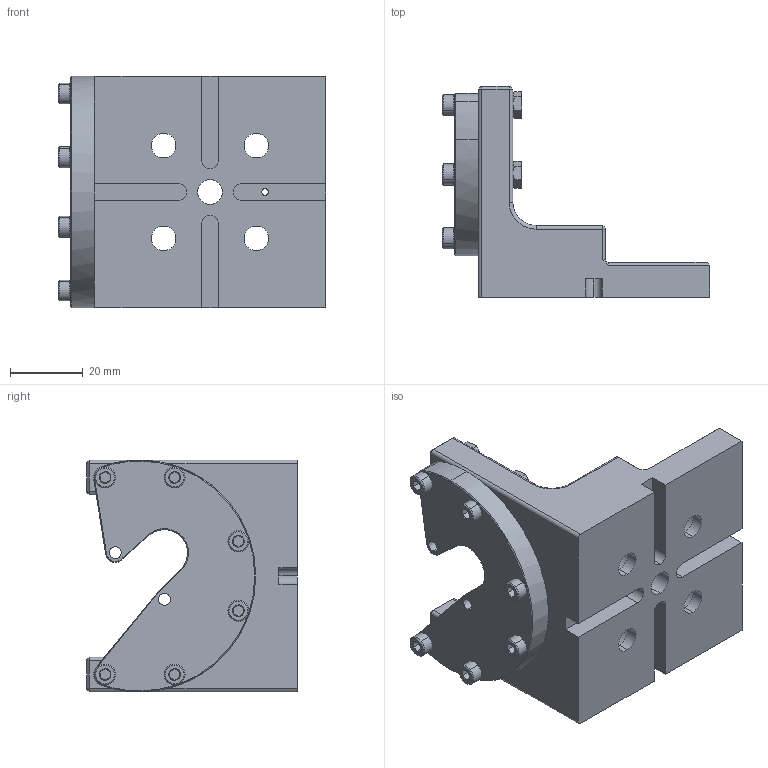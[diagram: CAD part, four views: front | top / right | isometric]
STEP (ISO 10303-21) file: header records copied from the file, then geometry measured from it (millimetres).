
FILE_DESCRIPTION (( 'STEP AP214' ), '1' );
FILE_NAME ('AX-MTA0750-S1.STEP', '2025-05-21T00:58:16', ( '' ), ( '' ), 'SwSTEP 2.0', 'SolidWorks 2021', '' );
FILE_SCHEMA (( 'AUTOMOTIVE_DESIGN' ));
Length unit declared in the file: inch
Products named in the file (1): AX-MTA0750-S1
Bounding box: 73.36 x 57.78 x 63.5 mm (x, y, z)
Volume: 63893.2 mm3; surface area: 22186.8 mm2
Topology: 1 solids, 1 shells, 403 faces, 915 edges, 532 vertices
Faces by surface type: plane 169, cone 142, cylinder 80, bspline 8, torus 4
Entity records: 17312 total; most frequent: CARTESIAN_POINT 3196, DIRECTION 1865, ORIENTED_EDGE 1822, EDGE_CURVE 911, AXIS2_PLACEMENT_3D 701, VERTEX_POINT 532, VECTOR 463, LINE 463
